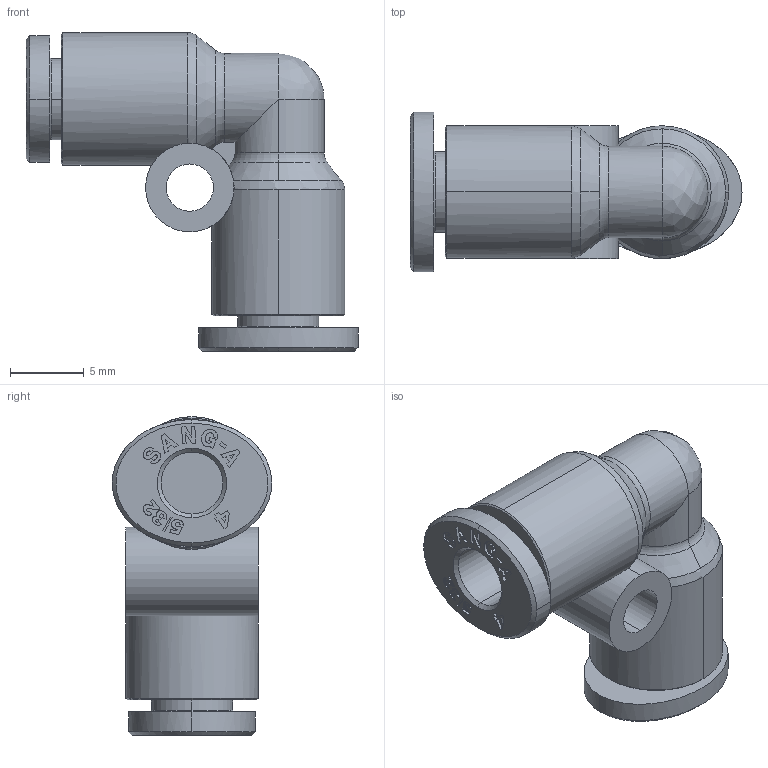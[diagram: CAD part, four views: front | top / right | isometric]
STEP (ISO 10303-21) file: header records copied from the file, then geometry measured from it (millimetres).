
FILE_DESCRIPTION (( 'STEP AP214' ), '1' );
FILE_NAME ('PUL04.stp', '2015-09-04T11:59:28', ( '' ), ( '' ), 'SwSTEP 2.0', 'SolidWorks 2015', '' );
FILE_SCHEMA (( 'AUTOMOTIVE_DESIGN' ));
Length unit declared in the file: millimetre
Products named in the file (2): PUL04; ｦ+ﾃｦ1
Assembly tree (1 placements, depth 2):
  PUL04
    ｦ+ﾃｦ1
Bounding box: 22.5 x 10.8 x 21.6 mm (x, y, z)
Volume: 1544.9 mm3; surface area: 1786 mm2
Topology: 1 solids, 1 shells, 781 faces, 2227 edges, 1481 vertices
Faces by surface type: plane 664, bspline 64, cylinder 32, cone 17, torus 4
Entity records: 27108 total; most frequent: CARTESIAN_POINT 6865, ORIENTED_EDGE 4452, DIRECTION 3598, EDGE_CURVE 2226, VECTOR 1954, LINE 1954, VERTEX_POINT 1481, AXIS2_PLACEMENT_3D 822
